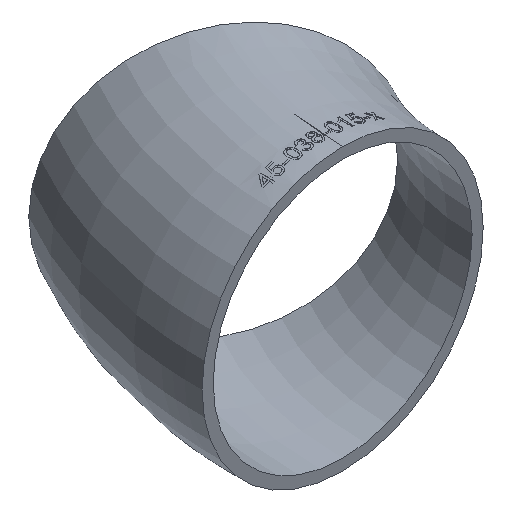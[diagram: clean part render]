
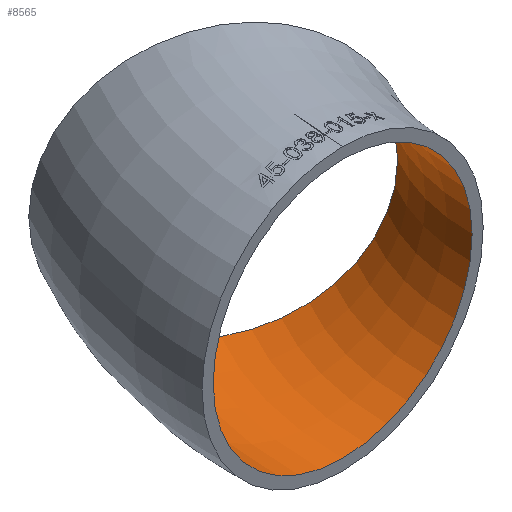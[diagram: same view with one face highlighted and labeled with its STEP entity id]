
A CAD part, isometric view. The second image highlights one B-rep face of the part: STEP entity #8565.
In plain terms, the highlighted toroidal (fillet/blend) face has major radius 45 mm and minor radius 17.5 mm.
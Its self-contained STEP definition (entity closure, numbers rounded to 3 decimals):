
#912 = AXIS2_PLACEMENT_3D ( 'NONE', #2443, #12578, #12336 ) ;
#1013 = DIRECTION ( 'NONE',  ( -0.866, 0.5, 0. ) ) ;
#1449 = CARTESIAN_POINT ( 'NONE',  ( -45., 0., 0. ) ) ;
#1681 = DIRECTION ( 'NONE',  ( 0., 0., 1. ) ) ;
#2085 = VERTEX_POINT ( 'NONE', #15903 ) ;
#2361 = FACE_OUTER_BOUND ( 'NONE', #15019, .T. ) ;
#2443 = CARTESIAN_POINT ( 'NONE',  ( 0., 0., 0. ) ) ;
#3438 = CARTESIAN_POINT ( 'NONE',  ( -38.971, 22.5, 0. ) ) ;
#5160 = CIRCLE ( 'NONE', #7749, 17.5 ) ;
#5476 = ORIENTED_EDGE ( 'NONE', *, *, #12698, .F. ) ;
#7749 = AXIS2_PLACEMENT_3D ( 'NONE', #1449, #15580, #1681 ) ;
#7909 = TOROIDAL_SURFACE ( 'NONE', #912, 45., 17.5 ) ;
#8386 = DIRECTION ( 'NONE',  ( 0.5, 0.866, 0. ) ) ;
#8565 = ADVANCED_FACE ( 'NONE', ( #16114, #2361 ), #7909, .F. ) ;
#9657 = VERTEX_POINT ( 'NONE', #13436 ) ;
#10113 = CIRCLE ( 'NONE', #12209, 17.5 ) ;
#10663 = ORIENTED_EDGE ( 'NONE', *, *, #14736, .T. ) ;
#12209 = AXIS2_PLACEMENT_3D ( 'NONE', #3438, #8386, #1013 ) ;
#12336 = DIRECTION ( 'NONE',  ( -1., 0., 0. ) ) ;
#12578 = DIRECTION ( 'NONE',  ( 0., 0., -1. ) ) ;
#12698 = EDGE_CURVE ( 'NONE', #9657, #9657, #5160, .T. ) ;
#13436 = CARTESIAN_POINT ( 'NONE',  ( -45., 0., 17.5 ) ) ;
#14736 = EDGE_CURVE ( 'NONE', #2085, #2085, #10113, .T. ) ;
#15019 = EDGE_LOOP ( 'NONE', ( #5476 ) ) ;
#15580 = DIRECTION ( 'NONE',  ( 0., 1., 0. ) ) ;
#15772 = EDGE_LOOP ( 'NONE', ( #10663 ) ) ;
#15903 = CARTESIAN_POINT ( 'NONE',  ( -54.127, 31.25, 0. ) ) ;
#16114 = FACE_OUTER_BOUND ( 'NONE', #15772, .T. ) ;
